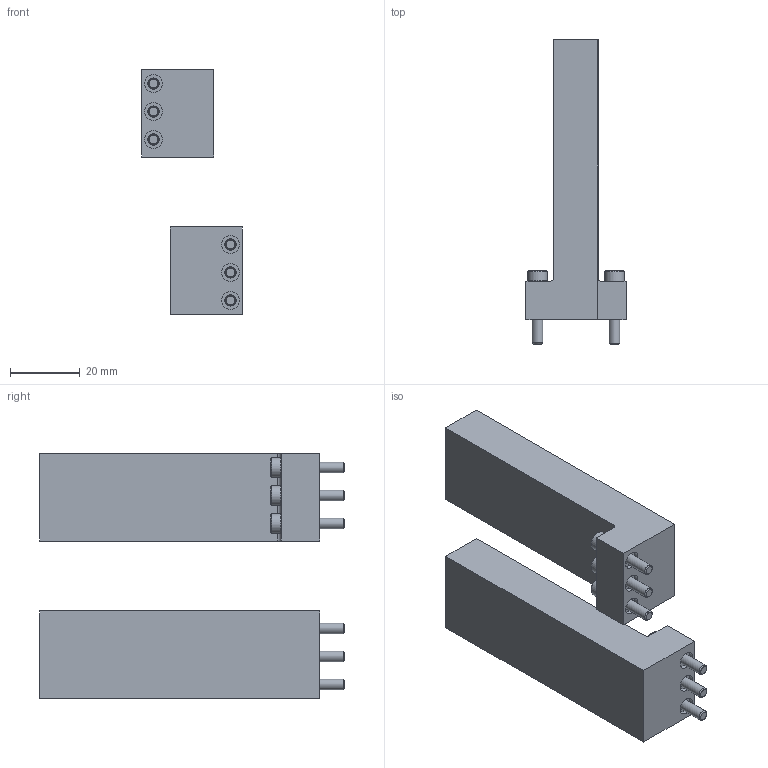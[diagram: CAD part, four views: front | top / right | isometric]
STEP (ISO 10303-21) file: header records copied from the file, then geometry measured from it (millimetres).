
FILE_DESCRIPTION(/* description */ ('STEP AP214'),/* implementation_level */ '2;1');
FILE_NAME(/* name */ '537316_BUB-HGPL-14',/* time_stamp */ '2024-08-05T15:29:23+02:00',/* author */ ('License CC BY-ND 4.0'),/* organization */ ('CADENAS'),/* preprocessor_version */ 'ST-DEVELOPER v19.3',/* originating_system */ 'PARTsolutions',/* authorisation */ ' ');
FILE_SCHEMA (('AUTOMOTIVE_DESIGN {1 0 10303 214 3 1 1}'));
Length unit declared in the file: millimetre
Products named in the file (3): 537316 BUB-HGPL-14; 537316 BUB-HGPL-14---(P); DIN-912 - M3x18(F)
Assembly tree (8 placements, depth 2):
  537316 BUB-HGPL-14
    537316 BUB-HGPL-14---(P)  x2
    DIN-912 - M3x18(F)  x6
Bounding box: 28.6 x 87 x 70 mm (x, y, z)
Volume: 54924.2 mm3; surface area: 16638.2 mm2
Topology: 8 solids, 8 shells, 204 faces, 396 edges, 220 vertices
Faces by surface type: plane 112, cone 66, cylinder 26
Full cylindrical faces by diameter (mm): 3 x6, 3.2 x6, 5 x6, 5.5 x6
Entity records: 1243 total; most frequent: DIRECTION 215, CARTESIAN_POINT 209, ORIENTED_EDGE 154, AXIS2_PLACEMENT_3D 89, EDGE_CURVE 77, FACE_BOUND 70, EDGE_LOOP 69, VERTEX_POINT 53
